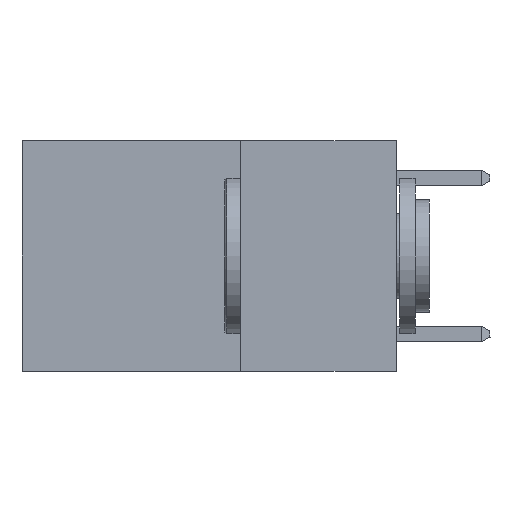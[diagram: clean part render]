
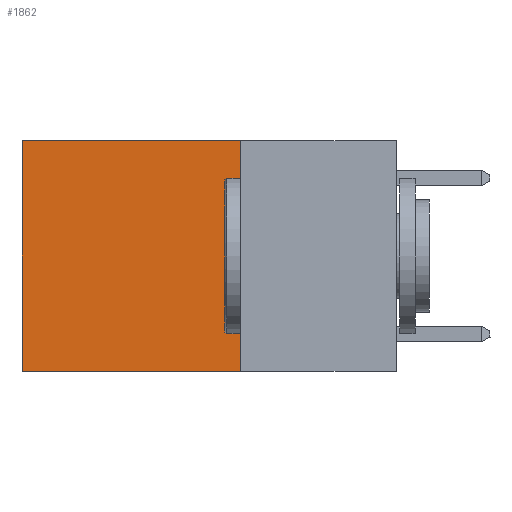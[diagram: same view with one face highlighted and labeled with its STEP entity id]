
A CAD part, left-side view. The second image highlights one B-rep face of the part: STEP entity #1862.
In plain terms, the highlighted planar face has unit normal (-1, 0, 0).
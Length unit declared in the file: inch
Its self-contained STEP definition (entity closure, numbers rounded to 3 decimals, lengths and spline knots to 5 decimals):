
#1862 = ADVANCED_FACE ( 'NONE', ( #21470 ), #21177, .F. ) ;
#2975 = VERTEX_POINT ( 'NONE', #12222 ) ;
#4063 = LINE ( 'NONE', #7775, #13965 ) ;
#4069 = VERTEX_POINT ( 'NONE', #10792 ) ;
#4569 = DIRECTION ( 'NONE',  ( 0., 1., 0. ) ) ;
#5103 = CARTESIAN_POINT ( 'NONE',  ( 0.2625, 0.25, -0.37 ) ) ;
#5624 = VERTEX_POINT ( 'NONE', #5103 ) ;
#6818 = AXIS2_PLACEMENT_3D ( 'NONE', #20859, #20258, #19940 ) ;
#7290 = ORIENTED_EDGE ( 'NONE', *, *, #10486, .T. ) ;
#7775 = CARTESIAN_POINT ( 'NONE',  ( 0.2625, 0.25, 0. ) ) ;
#8576 = CARTESIAN_POINT ( 'NONE',  ( 0.2625, 0.25, 0. ) ) ;
#8960 = LINE ( 'NONE', #12538, #18854 ) ;
#9229 = EDGE_LOOP ( 'NONE', ( #7290, #11233, #15791, #15837 ) ) ;
#9734 = DIRECTION ( 'NONE',  ( 0., 0., -1. ) ) ;
#10486 = EDGE_CURVE ( 'NONE', #2975, #4069, #22298, .T. ) ;
#10792 = CARTESIAN_POINT ( 'NONE',  ( 0.2625, 0.6, -0.37 ) ) ;
#11233 = ORIENTED_EDGE ( 'NONE', *, *, #19790, .F. ) ;
#12168 = VERTEX_POINT ( 'NONE', #15626 ) ;
#12222 = CARTESIAN_POINT ( 'NONE',  ( 0.2625, 0.6, 0. ) ) ;
#12538 = CARTESIAN_POINT ( 'NONE',  ( 0.2625, 0.25, -0.37 ) ) ;
#12942 = VECTOR ( 'NONE', #4569, 39.37008 ) ;
#12996 = CARTESIAN_POINT ( 'NONE',  ( 0.2625, 0.6, 0. ) ) ;
#13965 = VECTOR ( 'NONE', #9734, 39.37008 ) ;
#14465 = DIRECTION ( 'NONE',  ( 0., 1., 0. ) ) ;
#15626 = CARTESIAN_POINT ( 'NONE',  ( 0.2625, 0.25, 0. ) ) ;
#15791 = ORIENTED_EDGE ( 'NONE', *, *, #17952, .F. ) ;
#15837 = ORIENTED_EDGE ( 'NONE', *, *, #20723, .T. ) ;
#16911 = DIRECTION ( 'NONE',  ( 0., 0., -1. ) ) ;
#17952 = EDGE_CURVE ( 'NONE', #12168, #5624, #4063, .T. ) ;
#18854 = VECTOR ( 'NONE', #14465, 39.37008 ) ;
#19790 = EDGE_CURVE ( 'NONE', #5624, #4069, #8960, .T. ) ;
#19940 = DIRECTION ( 'NONE',  ( 0., 0., -1. ) ) ;
#20258 = DIRECTION ( 'NONE',  ( 1., 0., 0. ) ) ;
#20723 = EDGE_CURVE ( 'NONE', #12168, #2975, #23240, .T. ) ;
#20859 = CARTESIAN_POINT ( 'NONE',  ( 0.2625, 0.25, 0. ) ) ;
#21177 = PLANE ( 'NONE',  #6818 ) ;
#21470 = FACE_OUTER_BOUND ( 'NONE', #9229, .T. ) ;
#22041 = VECTOR ( 'NONE', #16911, 39.37008 ) ;
#22298 = LINE ( 'NONE', #12996, #22041 ) ;
#23240 = LINE ( 'NONE', #8576, #12942 ) ;
